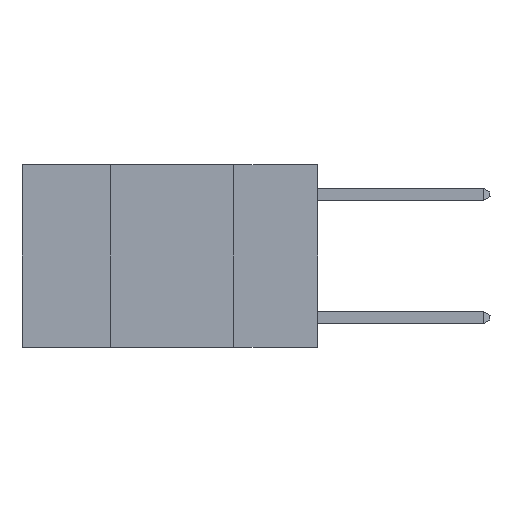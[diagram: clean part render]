
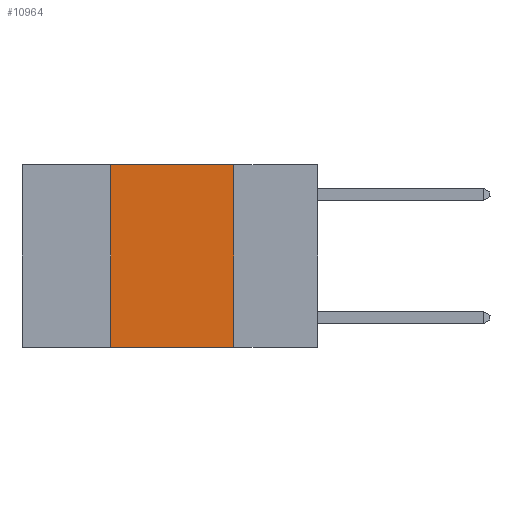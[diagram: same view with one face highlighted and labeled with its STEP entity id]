
A CAD part, left-side view. The second image highlights one B-rep face of the part: STEP entity #10964.
In plain terms, the highlighted planar face has unit normal (-1, 0, 0).
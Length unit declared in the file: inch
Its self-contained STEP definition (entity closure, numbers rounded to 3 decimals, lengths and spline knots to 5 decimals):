
#69 = CARTESIAN_POINT ( 'NONE',  ( 0., 0.6, -0.37 ) ) ;
#150 = DIRECTION ( 'NONE',  ( 0., -1., 0. ) ) ;
#253 = LINE ( 'NONE', #69, #8132 ) ;
#397 = CARTESIAN_POINT ( 'NONE',  ( 0., 0.6, 0. ) ) ;
#742 = VECTOR ( 'NONE', #150, 39.37008 ) ;
#1194 = DIRECTION ( 'NONE',  ( 1., 0., 0. ) ) ;
#1259 = CARTESIAN_POINT ( 'NONE',  ( 0., 0.6, 0. ) ) ;
#1418 = VERTEX_POINT ( 'NONE', #3106 ) ;
#1775 = VECTOR ( 'NONE', #5933, 39.37008 ) ;
#2261 = DIRECTION ( 'NONE',  ( 0., 0., -1. ) ) ;
#3011 = CARTESIAN_POINT ( 'NONE',  ( 0., 0.42, 0. ) ) ;
#3106 = CARTESIAN_POINT ( 'NONE',  ( 0., 0.42, -0.37 ) ) ;
#4416 = VERTEX_POINT ( 'NONE', #4628 ) ;
#4598 = ORIENTED_EDGE ( 'NONE', *, *, #5088, .F. ) ;
#4619 = EDGE_LOOP ( 'NONE', ( #11435, #4598, #8688, #6011 ) ) ;
#4628 = CARTESIAN_POINT ( 'NONE',  ( 0., 0.17, -0.37 ) ) ;
#5038 = AXIS2_PLACEMENT_3D ( 'NONE', #1259, #1194, #8152 ) ;
#5088 = EDGE_CURVE ( 'NONE', #6056, #10679, #5295, .T. ) ;
#5295 = LINE ( 'NONE', #397, #742 ) ;
#5575 = CARTESIAN_POINT ( 'NONE',  ( 0., 0.17, 0. ) ) ;
#5933 = DIRECTION ( 'NONE',  ( 0., 0., 1. ) ) ;
#6011 = ORIENTED_EDGE ( 'NONE', *, *, #9893, .T. ) ;
#6056 = VERTEX_POINT ( 'NONE', #3011 ) ;
#6934 = DIRECTION ( 'NONE',  ( 0., -1., 0. ) ) ;
#7047 = LINE ( 'NONE', #7944, #8147 ) ;
#7944 = CARTESIAN_POINT ( 'NONE',  ( 0., 0.17, 0. ) ) ;
#7978 = PLANE ( 'NONE',  #5038 ) ;
#8132 = VECTOR ( 'NONE', #6934, 39.37008 ) ;
#8147 = VECTOR ( 'NONE', #2261, 39.37008 ) ;
#8152 = DIRECTION ( 'NONE',  ( 0., 0., -1. ) ) ;
#8259 = LINE ( 'NONE', #12295, #1775 ) ;
#8688 = ORIENTED_EDGE ( 'NONE', *, *, #11134, .F. ) ;
#9893 = EDGE_CURVE ( 'NONE', #1418, #4416, #253, .T. ) ;
#10679 = VERTEX_POINT ( 'NONE', #5575 ) ;
#10896 = FACE_OUTER_BOUND ( 'NONE', #4619, .T. ) ;
#10964 = ADVANCED_FACE ( 'NONE', ( #10896 ), #7978, .F. ) ;
#11134 = EDGE_CURVE ( 'NONE', #1418, #6056, #8259, .T. ) ;
#11291 = EDGE_CURVE ( 'NONE', #10679, #4416, #7047, .T. ) ;
#11435 = ORIENTED_EDGE ( 'NONE', *, *, #11291, .F. ) ;
#12295 = CARTESIAN_POINT ( 'NONE',  ( 0., 0.42, 0. ) ) ;
